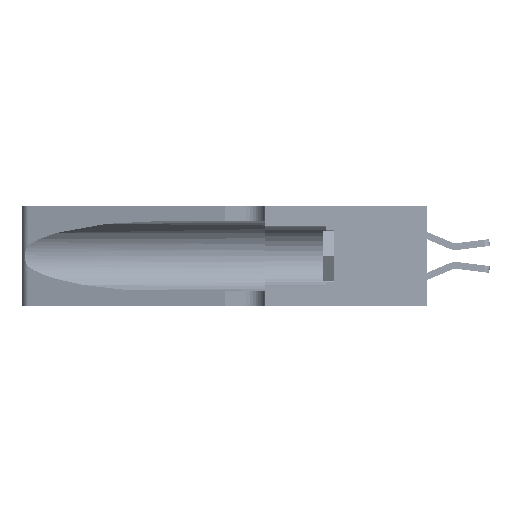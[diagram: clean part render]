
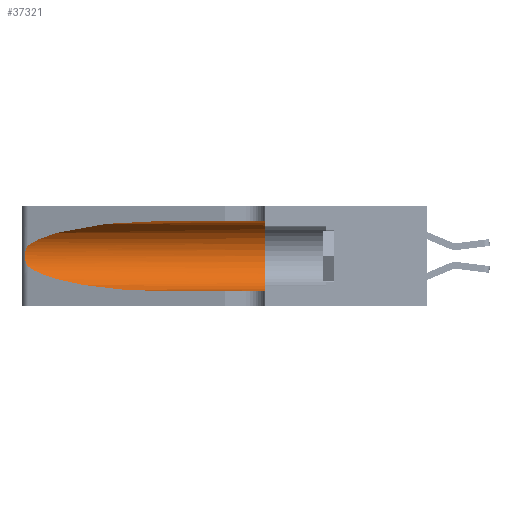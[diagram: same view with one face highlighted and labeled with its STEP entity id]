
A CAD part, left-side view. The second image highlights one B-rep face of the part: STEP entity #37321.
In plain terms, the highlighted cylindrical face has radius 3.308 mm (diameter 6.617 mm), a partial arc.
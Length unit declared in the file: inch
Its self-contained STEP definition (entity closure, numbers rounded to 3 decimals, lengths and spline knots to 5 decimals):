
#196 = ORIENTED_EDGE ( 'NONE', *, *, #1115, .T. ) ;
#969 = EDGE_CURVE ( 'NONE', #18410, #4139, #10940, .T. ) ;
#1106 = CARTESIAN_POINT ( 'NONE',  ( 0.25639, 1.23184, 0.21858 ) ) ;
#1115 = EDGE_CURVE ( 'NONE', #15860, #15790, #1774, .T. ) ;
#1263 = CARTESIAN_POINT ( 'NONE',  ( 0.25854, 1.2359, 0.20912 ) ) ;
#1774 =( BOUNDED_CURVE ( )  B_SPLINE_CURVE ( 3, ( #27541, #7302, #7440, #34739 ),
 .UNSPECIFIED., .F., .F. ) 
 B_SPLINE_CURVE_WITH_KNOTS ( ( 4, 4 ),
 ( 1.5708, 2.84003 ),
 .UNSPECIFIED. ) 
 CURVE ( )  GEOMETRIC_REPRESENTATION_ITEM ( )  RATIONAL_B_SPLINE_CURVE ( ( 1., 0.87, 0.87, 1. ) ) 
 REPRESENTATION_ITEM ( '' )  );
#1909 = CARTESIAN_POINT ( 'NONE',  ( 0.1305, 0.35, 0.31525 ) ) ;
#3180 = CARTESIAN_POINT ( 'NONE',  ( 0.1305, 1.61858, 0.05475 ) ) ;
#4139 = VERTEX_POINT ( 'NONE', #10506 ) ;
#4656 = CARTESIAN_POINT ( 'NONE',  ( 0.26018, 1.23835, 0.19895 ) ) ;
#4801 = CARTESIAN_POINT ( 'NONE',  ( 0.25555, 1.22993, 0.14849 ) ) ;
#4951 = VECTOR ( 'NONE', #41563, 39.37008 ) ;
#6818 = CARTESIAN_POINT ( 'NONE',  ( 0.1305, 0.72297, 0.05475 ) ) ;
#7245 = CARTESIAN_POINT ( 'NONE',  ( 0.1305, 0.72297, 0.05475 ) ) ;
#7302 = CARTESIAN_POINT ( 'NONE',  ( 0.18966, 0.96281, 0.31525 ) ) ;
#7397 = CARTESIAN_POINT ( 'NONE',  ( 0.1305, 0.35, 0.185 ) ) ;
#7440 = CARTESIAN_POINT ( 'NONE',  ( 0.2373, 1.15595, 0.28018 ) ) ;
#7479 = CIRCLE ( 'NONE', #18537, 0.13025 ) ;
#7909 = CARTESIAN_POINT ( 'NONE',  ( 0.26075, 1.23896, 0.178 ) ) ;
#8014 = EDGE_CURVE ( 'NONE', #20068, #18410, #12694, .T. ) ;
#8069 = CARTESIAN_POINT ( 'NONE',  ( 0.25856, 1.23593, 0.16098 ) ) ;
#8523 = ORIENTED_EDGE ( 'NONE', *, *, #8014, .T. ) ;
#10506 = CARTESIAN_POINT ( 'NONE',  ( 0.1305, 0.35, 0.05475 ) ) ;
#10940 = LINE ( 'NONE', #3180, #29567 ) ;
#11159 = ORIENTED_EDGE ( 'NONE', *, *, #31910, .F. ) ;
#11475 = CARTESIAN_POINT ( 'NONE',  ( 0.26075, 1.23896, 0.19203 ) ) ;
#11600 = CYLINDRICAL_SURFACE ( 'NONE', #25792, 0.13025 ) ;
#11629 = CARTESIAN_POINT ( 'NONE',  ( 0.25487, 1.22718, 0.22369 ) ) ;
#12694 =( BOUNDED_CURVE ( )  B_SPLINE_CURVE ( 3, ( #27205, #20347, #13187, #6818 ),
 .UNSPECIFIED., .F., .T. ) 
 B_SPLINE_CURVE_WITH_KNOTS ( ( 4, 4 ),
 ( 3.44316, 4.71239 ),
 .UNSPECIFIED. ) 
 CURVE ( )  GEOMETRIC_REPRESENTATION_ITEM ( )  RATIONAL_B_SPLINE_CURVE ( ( 1., 0.87, 0.87, 1. ) ) 
 REPRESENTATION_ITEM ( '' )  );
#13187 = CARTESIAN_POINT ( 'NONE',  ( 0.18966, 0.96281, 0.05475 ) ) ;
#14092 = EDGE_CURVE ( 'NONE', #15860, #30394, #30944, .T. ) ;
#14641 = CARTESIAN_POINT ( 'NONE',  ( 0.25487, 1.22718, 0.14631 ) ) ;
#15390 = B_SPLINE_CURVE_WITH_KNOTS ( 'NONE', 3,
 ( #11629, #21793, #1106, #28305, #1263, #4656, #11475, #7909, #28450, #8069, #21929, #25189, #4801, #25332 ),
 .UNSPECIFIED., .F., .F.,
 ( 4, 2, 2, 2, 2, 2, 4 ),
 ( 0., 0.00027, 0.00053, 0.00107, 0.0016, 0.00187, 0.00214 ),
 .UNSPECIFIED. ) ;
#15790 = VERTEX_POINT ( 'NONE', #26028 ) ;
#15848 = EDGE_LOOP ( 'NONE', ( #196, #34117, #8523, #20713, #11159, #19934 ) ) ;
#15860 = VERTEX_POINT ( 'NONE', #24054 ) ;
#17623 = DIRECTION ( 'NONE',  ( 0., 1., 0. ) ) ;
#18410 = VERTEX_POINT ( 'NONE', #7245 ) ;
#18537 = AXIS2_PLACEMENT_3D ( 'NONE', #7397, #17623, #41539 ) ;
#19934 = ORIENTED_EDGE ( 'NONE', *, *, #14092, .F. ) ;
#20068 = VERTEX_POINT ( 'NONE', #14641 ) ;
#20347 = CARTESIAN_POINT ( 'NONE',  ( 0.2373, 1.15595, 0.08982 ) ) ;
#20382 = DIRECTION ( 'NONE',  ( 0., 0., -1. ) ) ;
#20652 = FACE_OUTER_BOUND ( 'NONE', #15848, .T. ) ;
#20713 = ORIENTED_EDGE ( 'NONE', *, *, #969, .T. ) ;
#21793 = CARTESIAN_POINT ( 'NONE',  ( 0.25555, 1.22994, 0.2215 ) ) ;
#21929 = CARTESIAN_POINT ( 'NONE',  ( 0.25789, 1.23486, 0.15765 ) ) ;
#22028 = EDGE_CURVE ( 'NONE', #15790, #20068, #15390, .T. ) ;
#24054 = CARTESIAN_POINT ( 'NONE',  ( 0.1305, 0.72297, 0.31525 ) ) ;
#25189 = CARTESIAN_POINT ( 'NONE',  ( 0.25639, 1.23186, 0.15144 ) ) ;
#25332 = CARTESIAN_POINT ( 'NONE',  ( 0.25487, 1.22718, 0.14631 ) ) ;
#25792 = AXIS2_PLACEMENT_3D ( 'NONE', #30175, #40112, #20382 ) ;
#26028 = CARTESIAN_POINT ( 'NONE',  ( 0.25487, 1.22718, 0.22369 ) ) ;
#27205 = CARTESIAN_POINT ( 'NONE',  ( 0.25487, 1.22718, 0.14631 ) ) ;
#27541 = CARTESIAN_POINT ( 'NONE',  ( 0.1305, 0.72297, 0.31525 ) ) ;
#28305 = CARTESIAN_POINT ( 'NONE',  ( 0.25787, 1.23484, 0.2124 ) ) ;
#28450 = CARTESIAN_POINT ( 'NONE',  ( 0.26017, 1.23833, 0.17102 ) ) ;
#29567 = VECTOR ( 'NONE', #30341, 39.37008 ) ;
#30175 = CARTESIAN_POINT ( 'NONE',  ( 0.1305, 1.61858, 0.185 ) ) ;
#30341 = DIRECTION ( 'NONE',  ( 0., -1., 0. ) ) ;
#30394 = VERTEX_POINT ( 'NONE', #1909 ) ;
#30944 = LINE ( 'NONE', #42001, #4951 ) ;
#31910 = EDGE_CURVE ( 'NONE', #30394, #4139, #7479, .T. ) ;
#34117 = ORIENTED_EDGE ( 'NONE', *, *, #22028, .T. ) ;
#34739 = CARTESIAN_POINT ( 'NONE',  ( 0.25487, 1.22718, 0.22369 ) ) ;
#37321 = ADVANCED_FACE ( 'NONE', ( #20652 ), #11600, .F. ) ;
#40112 = DIRECTION ( 'NONE',  ( 0., -1., 0. ) ) ;
#41539 = DIRECTION ( 'NONE',  ( 0., 0., 1. ) ) ;
#41563 = DIRECTION ( 'NONE',  ( 0., -1., 0. ) ) ;
#42001 = CARTESIAN_POINT ( 'NONE',  ( 0.1305, 1.61858, 0.31525 ) ) ;
